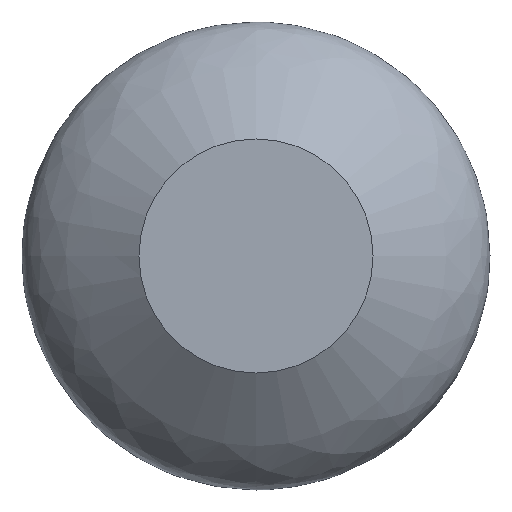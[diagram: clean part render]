
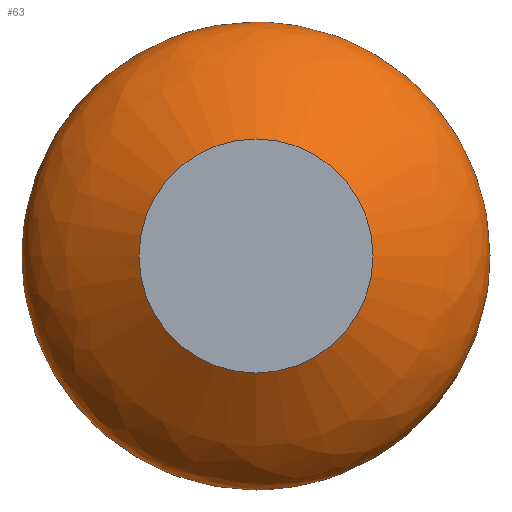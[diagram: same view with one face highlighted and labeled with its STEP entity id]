
A CAD part, left-side view. The second image highlights one B-rep face of the part: STEP entity #63.
In plain terms, the highlighted face is a revolution surface.
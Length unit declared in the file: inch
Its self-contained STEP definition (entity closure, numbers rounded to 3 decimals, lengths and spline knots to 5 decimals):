
#24=CARTESIAN_POINT('',(1.,1.,0.));
#25=VERTEX_POINT('',#24);
#26=CARTESIAN_POINT('',(3.,1.,0.));
#27=VERTEX_POINT('',#26);
#28=CARTESIAN_POINT('',(1.,1.,0.));
#29=CARTESIAN_POINT('',(1.16667,1.16667,0.));
#30=CARTESIAN_POINT('',(2.,2.83333,0.));
#31=CARTESIAN_POINT('',(2.83333,1.16667,0.));
#32=CARTESIAN_POINT('',(3.,1.,0.));
#33=B_SPLINE_CURVE_WITH_KNOTS('',3,(#28,#29,#30,#31,#32),.UNSPECIFIED.,.F.,.F.,(4,1,4),(0.,0.5,1.),.UNSPECIFIED.);
#34=EDGE_CURVE('',#25,#27,#33,.T.);
#35=ORIENTED_EDGE('',*,*,#34,.F.);
#36=CARTESIAN_POINT('',(1.,0.,0.));
#37=DIRECTION('',(1.,0.,0.));
#38=DIRECTION('',(0.,1.,0.));
#39=AXIS2_PLACEMENT_3D('',#36,#37,#38);
#40=CIRCLE('',#39,1.);
#41=EDGE_CURVE('',#25,#25,#40,.T.);
#42=ORIENTED_EDGE('',*,*,#41,.T.);
#43=ORIENTED_EDGE('',*,*,#34,.T.);
#44=CARTESIAN_POINT('',(3.,0.,0.));
#45=DIRECTION('',(1.,0.,0.));
#46=DIRECTION('',(0.,1.,0.));
#47=AXIS2_PLACEMENT_3D('',#44,#45,#46);
#48=CIRCLE('',#47,1.);
#49=EDGE_CURVE('',#27,#27,#48,.T.);
#50=ORIENTED_EDGE('',*,*,#49,.F.);
#51=EDGE_LOOP('',(#35,#42,#43,#50));
#52=FACE_OUTER_BOUND('',#51,.T.);
#53=CARTESIAN_POINT('',(1.,1.,0.));
#54=CARTESIAN_POINT('',(1.16667,1.16667,0.));
#55=CARTESIAN_POINT('',(2.,2.83333,0.));
#56=CARTESIAN_POINT('',(2.83333,1.16667,0.));
#57=CARTESIAN_POINT('',(3.,1.,0.));
#58=B_SPLINE_CURVE_WITH_KNOTS('',3,(#53,#54,#55,#56,#57),.UNSPECIFIED.,.F.,.F.,(4,1,4),(0.,0.5,1.),.UNSPECIFIED.);
#59=CARTESIAN_POINT('',(0.,0.,0.));
#60=DIRECTION('',(1.,0.,0.));
#61=AXIS1_PLACEMENT('',#59,#60);
#62=SURFACE_OF_REVOLUTION('',#58,#61);
#63=ADVANCED_FACE('',(#52),#62,.T.);
